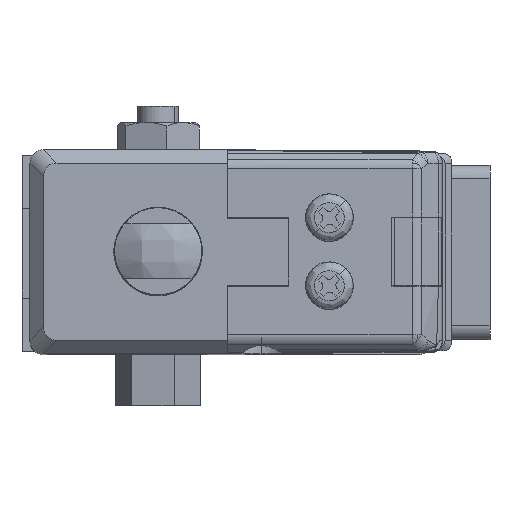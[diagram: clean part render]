
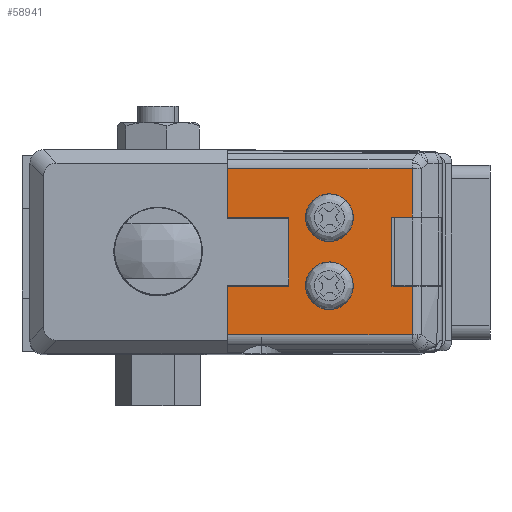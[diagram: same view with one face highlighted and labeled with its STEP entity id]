
A CAD part, top view. The second image highlights one B-rep face of the part: STEP entity #58941.
In plain terms, the highlighted planar face has unit normal (0, 0, 1).
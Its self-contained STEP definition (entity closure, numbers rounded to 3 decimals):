
#238 = CARTESIAN_POINT ( 'NONE',  ( -1.75, -2.5, 22. ) ) ;
#266 = LINE ( 'NONE', #63502, #34828 ) ;
#273 = LINE ( 'NONE', #21759, #27284 ) ;
#655 = CARTESIAN_POINT ( 'NONE',  ( 1.75, 2.5, 22. ) ) ;
#1953 = ORIENTED_EDGE ( 'NONE', *, *, #23566, .T. ) ;
#2445 = VECTOR ( 'NONE', #36227, 1000. ) ;
#2678 = ORIENTED_EDGE ( 'NONE', *, *, #56694, .T. ) ;
#2806 = LINE ( 'NONE', #31874, #44174 ) ;
#3556 = ORIENTED_EDGE ( 'NONE', *, *, #39012, .T. ) ;
#4340 = DIRECTION ( 'NONE',  ( -1., 0., 0. ) ) ;
#4472 = VECTOR ( 'NONE', #22409, 1000. ) ;
#5103 = CIRCLE ( 'NONE', #40153, 1.75 ) ;
#6356 = VERTEX_POINT ( 'NONE', #64599 ) ;
#7109 = CARTESIAN_POINT ( 'NONE',  ( -7.5, -7.5, 22. ) ) ;
#8101 = CARTESIAN_POINT ( 'NONE',  ( -7.5, -6.086, 22. ) ) ;
#8841 = EDGE_CURVE ( 'NONE', #23680, #65651, #46979, .T. ) ;
#8873 = CARTESIAN_POINT ( 'NONE',  ( -1.75, 2.5, 22. ) ) ;
#8913 = EDGE_CURVE ( 'NONE', #22426, #32830, #28407, .T. ) ;
#11138 = VERTEX_POINT ( 'NONE', #49422 ) ;
#11616 = CARTESIAN_POINT ( 'NONE',  ( 4.8, -2.55, 22. ) ) ;
#12915 = EDGE_CURVE ( 'NONE', #6356, #41299, #61626, .T. ) ;
#13263 = CARTESIAN_POINT ( 'NONE',  ( 6.086, -6.086, 22. ) ) ;
#13268 = EDGE_CURVE ( 'NONE', #69351, #68035, #66686, .T. ) ;
#14007 = LINE ( 'NONE', #30595, #55238 ) ;
#15449 = VERTEX_POINT ( 'NONE', #40635 ) ;
#16013 = CIRCLE ( 'NONE', #44252, 1.75 ) ;
#18110 = DIRECTION ( 'NONE',  ( 0., -1., 0. ) ) ;
#18749 = VECTOR ( 'NONE', #18110, 1000. ) ;
#18800 = LINE ( 'NONE', #11616, #4472 ) ;
#20974 = ORIENTED_EDGE ( 'NONE', *, *, #8913, .T. ) ;
#21224 = EDGE_CURVE ( 'NONE', #32830, #69763, #38942, .T. ) ;
#21249 = CARTESIAN_POINT ( 'NONE',  ( 0., 2.5, 22. ) ) ;
#21681 = ORIENTED_EDGE ( 'NONE', *, *, #32948, .T. ) ;
#21759 = CARTESIAN_POINT ( 'NONE',  ( 6.086, -7.5, 22. ) ) ;
#22409 = DIRECTION ( 'NONE',  ( -1., 0., 0. ) ) ;
#22426 = VERTEX_POINT ( 'NONE', #24414 ) ;
#22511 = EDGE_CURVE ( 'NONE', #66947, #36398, #16013, .T. ) ;
#23566 = EDGE_CURVE ( 'NONE', #68035, #22426, #266, .T. ) ;
#23680 = VERTEX_POINT ( 'NONE', #59443 ) ;
#24414 = CARTESIAN_POINT ( 'NONE',  ( -7.5, -2.525, 22. ) ) ;
#24935 = ORIENTED_EDGE ( 'NONE', *, *, #44238, .T. ) ;
#25336 = CARTESIAN_POINT ( 'NONE',  ( 0., -2.5, 22. ) ) ;
#27134 = DIRECTION ( 'NONE',  ( 1., 0., 0. ) ) ;
#27284 = VECTOR ( 'NONE', #37355, 1000. ) ;
#27320 = CARTESIAN_POINT ( 'NONE',  ( 0., 2.5, 22. ) ) ;
#27668 = DIRECTION ( 'NONE',  ( 1., 0., 0. ) ) ;
#27698 = FACE_BOUND ( 'NONE', #59190, .T. ) ;
#28171 = AXIS2_PLACEMENT_3D ( 'NONE', #7109, #49751, #55140 ) ;
#28384 = CARTESIAN_POINT ( 'NONE',  ( -2.975, -7.5, 22. ) ) ;
#28407 = LINE ( 'NONE', #45885, #62972 ) ;
#30576 = CARTESIAN_POINT ( 'NONE',  ( -7.5, 6.086, 22. ) ) ;
#30595 = CARTESIAN_POINT ( 'NONE',  ( 6.086, -7.5, 22. ) ) ;
#31061 = DIRECTION ( 'NONE',  ( 0., 1., 0. ) ) ;
#31447 = DIRECTION ( 'NONE',  ( 1., 0., 0. ) ) ;
#31874 = CARTESIAN_POINT ( 'NONE',  ( -7.5, 2.525, 22. ) ) ;
#32043 = ORIENTED_EDGE ( 'NONE', *, *, #66271, .T. ) ;
#32085 = CARTESIAN_POINT ( 'NONE',  ( -2.975, 2.525, 22. ) ) ;
#32479 = CARTESIAN_POINT ( 'NONE',  ( 1.75, -2.5, 22. ) ) ;
#32830 = VERTEX_POINT ( 'NONE', #8101 ) ;
#32836 = ORIENTED_EDGE ( 'NONE', *, *, #21224, .T. ) ;
#32948 = EDGE_CURVE ( 'NONE', #45620, #52416, #5103, .T. ) ;
#34018 = DIRECTION ( 'NONE',  ( 0., -1., 0. ) ) ;
#34109 = VERTEX_POINT ( 'NONE', #63929 ) ;
#34828 = VECTOR ( 'NONE', #4340, 1000. ) ;
#36093 = FACE_BOUND ( 'NONE', #54307, .T. ) ;
#36227 = DIRECTION ( 'NONE',  ( 0., 1., 0. ) ) ;
#36309 = CARTESIAN_POINT ( 'NONE',  ( 9., 2.55, 22. ) ) ;
#36398 = VERTEX_POINT ( 'NONE', #32479 ) ;
#36896 = CARTESIAN_POINT ( 'NONE',  ( 6.086, 2.55, 22. ) ) ;
#36914 = CARTESIAN_POINT ( 'NONE',  ( 0., -2.5, 22. ) ) ;
#37355 = DIRECTION ( 'NONE',  ( 0., 1., 0. ) ) ;
#38763 = CARTESIAN_POINT ( 'NONE',  ( -7.5, -6.086, 22. ) ) ;
#38942 = LINE ( 'NONE', #38763, #62532 ) ;
#38964 = CIRCLE ( 'NONE', #67824, 1.75 ) ;
#39012 = EDGE_CURVE ( 'NONE', #41299, #23680, #14007, .T. ) ;
#40153 = AXIS2_PLACEMENT_3D ( 'NONE', #21249, #42960, #27134 ) ;
#40635 = CARTESIAN_POINT ( 'NONE',  ( -7.5, 2.525, 22. ) ) ;
#41299 = VERTEX_POINT ( 'NONE', #36896 ) ;
#41374 = EDGE_CURVE ( 'NONE', #69763, #34109, #273, .T. ) ;
#42871 = FACE_OUTER_BOUND ( 'NONE', #54801, .T. ) ;
#42960 = DIRECTION ( 'NONE',  ( 0., 0., -1. ) ) ;
#44174 = VECTOR ( 'NONE', #48412, 1000. ) ;
#44238 = EDGE_CURVE ( 'NONE', #11138, #6356, #64019, .T. ) ;
#44252 = AXIS2_PLACEMENT_3D ( 'NONE', #36914, #63765, #31447 ) ;
#44375 = PLANE ( 'NONE',  #28171 ) ;
#45485 = ORIENTED_EDGE ( 'NONE', *, *, #63925, .T. ) ;
#45620 = VERTEX_POINT ( 'NONE', #655 ) ;
#45885 = CARTESIAN_POINT ( 'NONE',  ( -7.5, -7.5, 22. ) ) ;
#46979 = LINE ( 'NONE', #61412, #59580 ) ;
#48080 = DIRECTION ( 'NONE',  ( 0., 0., -1. ) ) ;
#48412 = DIRECTION ( 'NONE',  ( 1., 0., 0. ) ) ;
#48472 = ORIENTED_EDGE ( 'NONE', *, *, #65579, .T. ) ;
#48781 = DIRECTION ( 'NONE',  ( 1., 0., 0. ) ) ;
#49422 = CARTESIAN_POINT ( 'NONE',  ( 4.6, -2.55, 22. ) ) ;
#49751 = DIRECTION ( 'NONE',  ( 0., 0., 1. ) ) ;
#49779 = VECTOR ( 'NONE', #34018, 1000. ) ;
#52416 = VERTEX_POINT ( 'NONE', #8873 ) ;
#53343 = CARTESIAN_POINT ( 'NONE',  ( -2.975, -2.525, 22. ) ) ;
#54307 = EDGE_LOOP ( 'NONE', ( #32043, #65734 ) ) ;
#54801 = EDGE_LOOP ( 'NONE', ( #54972, #64985, #24935, #69083, #3556, #68457, #48472, #45485, #61352, #1953, #20974, #32836 ) ) ;
#54943 = LINE ( 'NONE', #61002, #18749 ) ;
#54972 = ORIENTED_EDGE ( 'NONE', *, *, #41374, .T. ) ;
#55140 = DIRECTION ( 'NONE',  ( 1., 0., 0. ) ) ;
#55238 = VECTOR ( 'NONE', #31061, 1000. ) ;
#55854 = EDGE_CURVE ( 'NONE', #34109, #11138, #18800, .T. ) ;
#56694 = EDGE_CURVE ( 'NONE', #52416, #45620, #38964, .T. ) ;
#57097 = AXIS2_PLACEMENT_3D ( 'NONE', #25336, #62610, #62843 ) ;
#57445 = CIRCLE ( 'NONE', #57097, 1.75 ) ;
#58941 = ADVANCED_FACE ( 'NONE', ( #36093, #27698, #42871 ), #44375, .T. ) ;
#59190 = EDGE_LOOP ( 'NONE', ( #21681, #2678 ) ) ;
#59443 = CARTESIAN_POINT ( 'NONE',  ( 6.086, 6.086, 22. ) ) ;
#59580 = VECTOR ( 'NONE', #60951, 1000. ) ;
#60951 = DIRECTION ( 'NONE',  ( -1., 0., 0. ) ) ;
#61002 = CARTESIAN_POINT ( 'NONE',  ( -7.5, -7.5, 22. ) ) ;
#61352 = ORIENTED_EDGE ( 'NONE', *, *, #13268, .T. ) ;
#61412 = CARTESIAN_POINT ( 'NONE',  ( -7.5, 6.086, 22. ) ) ;
#61626 = LINE ( 'NONE', #36309, #64990 ) ;
#62532 = VECTOR ( 'NONE', #27668, 1000. ) ;
#62610 = DIRECTION ( 'NONE',  ( 0., 0., -1. ) ) ;
#62843 = DIRECTION ( 'NONE',  ( 1., 0., 0. ) ) ;
#62928 = DIRECTION ( 'NONE',  ( 1., 0., 0. ) ) ;
#62972 = VECTOR ( 'NONE', #69214, 1000. ) ;
#63502 = CARTESIAN_POINT ( 'NONE',  ( -7.5, -2.525, 22. ) ) ;
#63765 = DIRECTION ( 'NONE',  ( 0., 0., -1. ) ) ;
#63925 = EDGE_CURVE ( 'NONE', #15449, #69351, #2806, .T. ) ;
#63929 = CARTESIAN_POINT ( 'NONE',  ( 6.086, -2.55, 22. ) ) ;
#64019 = LINE ( 'NONE', #68052, #2445 ) ;
#64599 = CARTESIAN_POINT ( 'NONE',  ( 4.6, 2.55, 22. ) ) ;
#64985 = ORIENTED_EDGE ( 'NONE', *, *, #55854, .T. ) ;
#64990 = VECTOR ( 'NONE', #62928, 1000. ) ;
#65579 = EDGE_CURVE ( 'NONE', #65651, #15449, #54943, .T. ) ;
#65651 = VERTEX_POINT ( 'NONE', #30576 ) ;
#65734 = ORIENTED_EDGE ( 'NONE', *, *, #22511, .T. ) ;
#66271 = EDGE_CURVE ( 'NONE', #36398, #66947, #57445, .T. ) ;
#66686 = LINE ( 'NONE', #28384, #49779 ) ;
#66947 = VERTEX_POINT ( 'NONE', #238 ) ;
#67824 = AXIS2_PLACEMENT_3D ( 'NONE', #27320, #48080, #48781 ) ;
#68035 = VERTEX_POINT ( 'NONE', #53343 ) ;
#68052 = CARTESIAN_POINT ( 'NONE',  ( 4.6, -7.5, 22. ) ) ;
#68457 = ORIENTED_EDGE ( 'NONE', *, *, #8841, .T. ) ;
#69083 = ORIENTED_EDGE ( 'NONE', *, *, #12915, .T. ) ;
#69214 = DIRECTION ( 'NONE',  ( 0., -1., 0. ) ) ;
#69351 = VERTEX_POINT ( 'NONE', #32085 ) ;
#69763 = VERTEX_POINT ( 'NONE', #13263 ) ;
